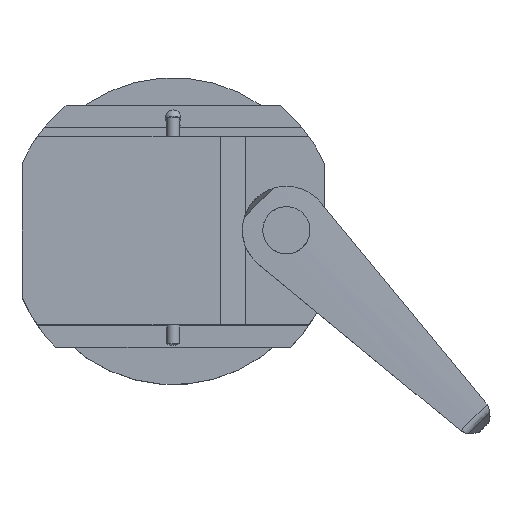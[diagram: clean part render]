
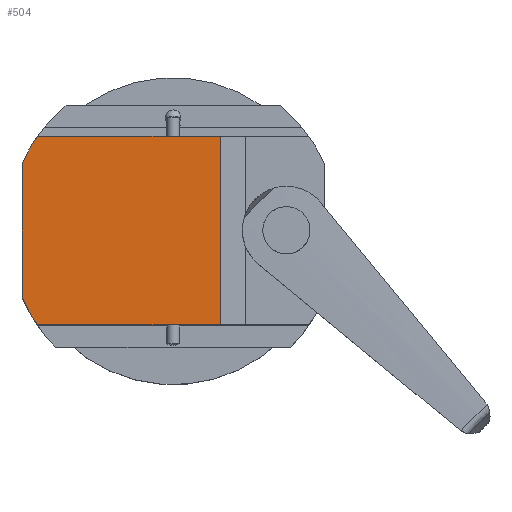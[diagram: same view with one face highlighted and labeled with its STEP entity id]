
A CAD part, top view. The second image highlights one B-rep face of the part: STEP entity #504.
In plain terms, the highlighted planar face has unit normal (0, 0, 1).
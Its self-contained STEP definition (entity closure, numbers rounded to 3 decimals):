
#228=LINE('',#2086,#299);
#234=LINE('',#2106,#305);
#236=LINE('',#2112,#307);
#237=LINE('',#2113,#308);
#299=VECTOR('',#1563,1.);
#305=VECTOR('',#1581,1.);
#307=VECTOR('',#1587,1.);
#308=VECTOR('',#1588,1.);
#504=ADVANCED_FACE('',(#588),#548,.T.);
#548=PLANE('',#1380);
#588=FACE_OUTER_BOUND('',#655,.T.);
#655=EDGE_LOOP('',(#822,#823,#824,#825,#826,#827));
#822=ORIENTED_EDGE('',*,*,#1185,.T.);
#823=ORIENTED_EDGE('',*,*,#1186,.F.);
#824=ORIENTED_EDGE('',*,*,#1183,.T.);
#825=ORIENTED_EDGE('',*,*,#1187,.T.);
#826=ORIENTED_EDGE('',*,*,#1176,.T.);
#827=ORIENTED_EDGE('',*,*,#1173,.F.);
#1055=VERTEX_POINT('',#2085);
#1056=VERTEX_POINT('',#2087);
#1058=VERTEX_POINT('',#2093);
#1063=VERTEX_POINT('',#2105);
#1064=VERTEX_POINT('',#2107);
#1065=VERTEX_POINT('',#2111);
#1173=EDGE_CURVE('',#1055,#1056,#228,.T.);
#1176=EDGE_CURVE('',#1058,#1056,#1289,.T.);
#1183=EDGE_CURVE('',#1064,#1063,#234,.T.);
#1185=EDGE_CURVE('',#1055,#1065,#1292,.T.);
#1186=EDGE_CURVE('',#1064,#1065,#236,.T.);
#1187=EDGE_CURVE('',#1063,#1058,#237,.T.);
#1289=CIRCLE('',#1374,52.5);
#1292=CIRCLE('',#1379,52.5);
#1374=AXIS2_PLACEMENT_3D('',#2092,#1569,#1570);
#1379=AXIS2_PLACEMENT_3D('',#2110,#1585,#1586);
#1380=AXIS2_PLACEMENT_3D('',#2114,#1589,#1590);
#1563=DIRECTION('',(0.,1.,0.));
#1569=DIRECTION('',(0.,0.,1.));
#1570=DIRECTION('',(0.,-1.,0.));
#1581=DIRECTION('',(0.,1.,0.));
#1585=DIRECTION('',(0.,0.,1.));
#1586=DIRECTION('',(0.,-1.,0.));
#1587=DIRECTION('',(-1.,0.,0.));
#1588=DIRECTION('',(-1.,0.,0.));
#1589=DIRECTION('',(0.,0.,1.));
#1590=DIRECTION('',(0.,1.,0.));
#2085=CARTESIAN_POINT('',(-48.,-21.266,136.8));
#2086=CARTESIAN_POINT('',(-48.,-37.,136.8));
#2087=CARTESIAN_POINT('',(-48.,21.266,136.8));
#2092=CARTESIAN_POINT('',(0.,0.,136.8));
#2093=CARTESIAN_POINT('',(-43.084,30.,136.8));
#2105=CARTESIAN_POINT('',(15.,30.,136.8));
#2106=CARTESIAN_POINT('',(15.,0.,136.8));
#2107=CARTESIAN_POINT('',(15.,-30.,136.8));
#2110=CARTESIAN_POINT('',(0.,0.,136.8));
#2111=CARTESIAN_POINT('',(-43.084,-30.,136.8));
#2112=CARTESIAN_POINT('',(0.,-30.,136.8));
#2113=CARTESIAN_POINT('',(-43.084,30.,136.8));
#2114=CARTESIAN_POINT('',(0.,0.,136.8));
